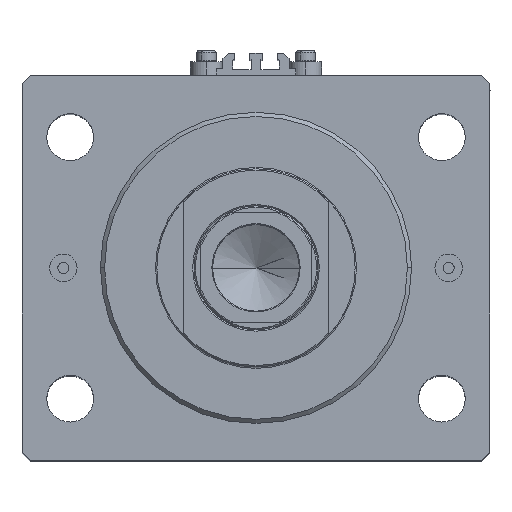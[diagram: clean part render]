
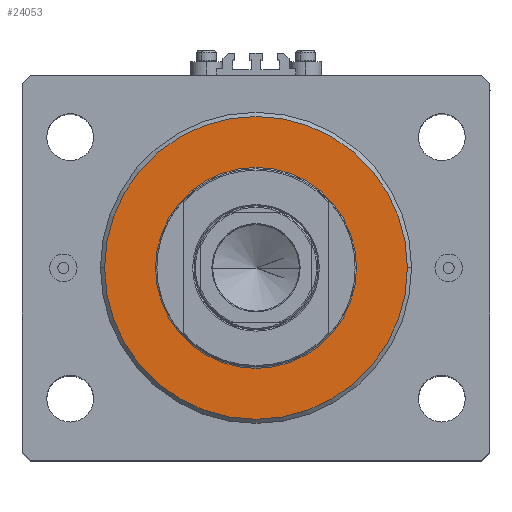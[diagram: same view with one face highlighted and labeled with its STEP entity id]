
A CAD part, top view. The second image highlights one B-rep face of the part: STEP entity #24053.
In plain terms, the highlighted face is planar.
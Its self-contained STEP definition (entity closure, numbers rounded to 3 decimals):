
#2276 = AXIS2_PLACEMENT_3D ( 'NONE', #37837, #13007, #30436 ) ;
#4291 = DIRECTION ( 'NONE',  ( 0., 0., 1. ) ) ;
#4363 = EDGE_LOOP ( 'NONE', ( #25745, #6419 ) ) ;
#6419 = ORIENTED_EDGE ( 'NONE', *, *, #11617, .T. ) ;
#6935 = VERTEX_POINT ( 'NONE', #23255 ) ;
#9595 = DIRECTION ( 'NONE',  ( 0., 0., 1. ) ) ;
#9831 = VERTEX_POINT ( 'NONE', #26880 ) ;
#10162 = CARTESIAN_POINT ( 'NONE',  ( 0., 0., 0. ) ) ;
#11617 = EDGE_CURVE ( 'NONE', #22753, #6935, #47114, .T. ) ;
#13007 = DIRECTION ( 'NONE',  ( 0., 0., 1. ) ) ;
#14445 = AXIS2_PLACEMENT_3D ( 'NONE', #44609, #4291, #27617 ) ;
#14874 = EDGE_CURVE ( 'NONE', #6935, #22753, #22852, .T. ) ;
#15923 = EDGE_CURVE ( 'NONE', #9831, #18345, #25816, .T. ) ;
#17480 = FACE_OUTER_BOUND ( 'NONE', #4363, .T. ) ;
#18345 = VERTEX_POINT ( 'NONE', #28322 ) ;
#19678 = AXIS2_PLACEMENT_3D ( 'NONE', #20606, #9595, #28461 ) ;
#19811 = AXIS2_PLACEMENT_3D ( 'NONE', #10162, #27604, #30939 ) ;
#20606 = CARTESIAN_POINT ( 'NONE',  ( 0., 0., 0. ) ) ;
#21588 = EDGE_LOOP ( 'NONE', ( #28969, #23230 ) ) ;
#22753 = VERTEX_POINT ( 'NONE', #29538 ) ;
#22852 = CIRCLE ( 'NONE', #19811, 55. ) ;
#23230 = ORIENTED_EDGE ( 'NONE', *, *, #15923, .T. ) ;
#23255 = CARTESIAN_POINT ( 'NONE',  ( 55., 0., 0. ) ) ;
#23533 = AXIS2_PLACEMENT_3D ( 'NONE', #24278, #24522, #36186 ) ;
#24053 = ADVANCED_FACE ( 'NONE', ( #46832, #17480 ), #27983, .F. ) ;
#24278 = CARTESIAN_POINT ( 'NONE',  ( 0., 0., 0. ) ) ;
#24355 = CIRCLE ( 'NONE', #14445, 36.5 ) ;
#24522 = DIRECTION ( 'NONE',  ( 0., 0., -1. ) ) ;
#25745 = ORIENTED_EDGE ( 'NONE', *, *, #14874, .T. ) ;
#25816 = CIRCLE ( 'NONE', #2276, 36.5 ) ;
#26880 = CARTESIAN_POINT ( 'NONE',  ( -36.5, 0., 0. ) ) ;
#27007 = EDGE_CURVE ( 'NONE', #18345, #9831, #24355, .T. ) ;
#27604 = DIRECTION ( 'NONE',  ( 0., 0., -1. ) ) ;
#27617 = DIRECTION ( 'NONE',  ( 1., 0., 0. ) ) ;
#27983 = PLANE ( 'NONE',  #19678 ) ;
#28322 = CARTESIAN_POINT ( 'NONE',  ( 36.5, 0., 0. ) ) ;
#28461 = DIRECTION ( 'NONE',  ( 1., 0., 0. ) ) ;
#28969 = ORIENTED_EDGE ( 'NONE', *, *, #27007, .T. ) ;
#29538 = CARTESIAN_POINT ( 'NONE',  ( -55., 0., 0. ) ) ;
#30436 = DIRECTION ( 'NONE',  ( 1., 0., 0. ) ) ;
#30939 = DIRECTION ( 'NONE',  ( 1., 0., 0. ) ) ;
#36186 = DIRECTION ( 'NONE',  ( 1., 0., 0. ) ) ;
#37837 = CARTESIAN_POINT ( 'NONE',  ( 0., 0., 0. ) ) ;
#44609 = CARTESIAN_POINT ( 'NONE',  ( 0., 0., 0. ) ) ;
#46832 = FACE_BOUND ( 'NONE', #21588, .T. ) ;
#47114 = CIRCLE ( 'NONE', #23533, 55. ) ;
